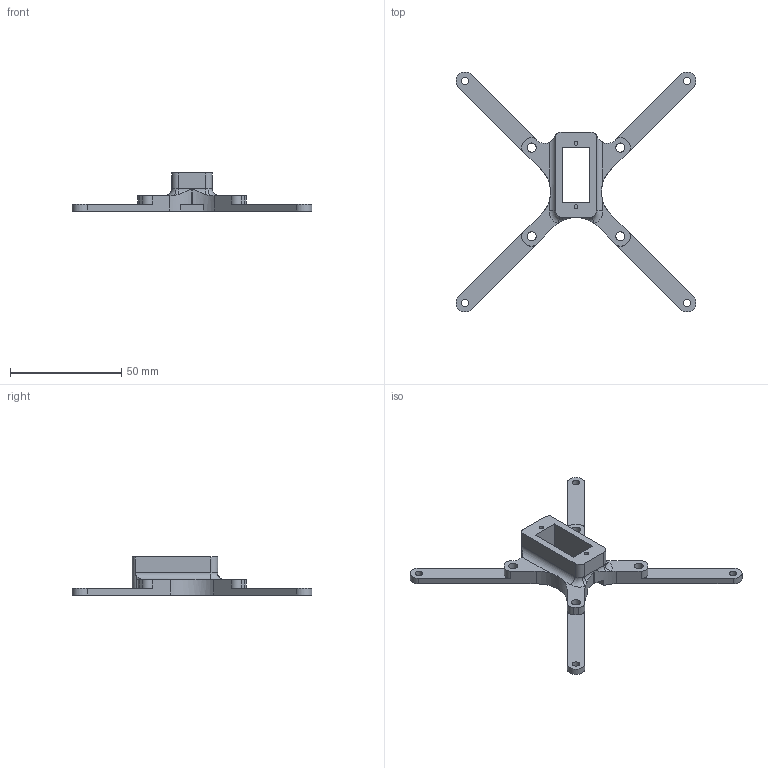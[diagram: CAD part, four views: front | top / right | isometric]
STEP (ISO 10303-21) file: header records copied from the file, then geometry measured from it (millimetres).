
FILE_DESCRIPTION(/* description */ (''),/* implementation_level */ '2;1');
FILE_NAME(/* name */ 'Camera Servo Holder.step',/* time_stamp */ '2025-04-26T00:10:36+02:00',/* author */ (''),/* organization */ (''),/* preprocessor_version */ 'ST-DEVELOPER v20.1',/* originating_system */ 'Autodesk Translation Framework v14.4.0.0',/* authorisation */ '');
FILE_SCHEMA (('AUTOMOTIVE_DESIGN { 1 0 10303 214 3 1 1 }'));
Length unit declared in the file: millimetre
Products named in the file (1): Servohalter
Bounding box: 107.97 x 107.97 x 17.2 mm (x, y, z)
Volume: 15484.4 mm3; surface area: 10235.1 mm2
Topology: 1 solids, 1 shells, 75 faces, 210 edges, 138 vertices
Faces by surface type: cylinder 36, plane 35, torus 4
Full cylindrical faces by diameter (mm): 1.8 x2, 3.4 x4, 4.1 x4
Entity records: 2565 total; most frequent: CARTESIAN_POINT 506, DIRECTION 430, ORIENTED_EDGE 420, EDGE_CURVE 210, AXIS2_PLACEMENT_3D 154, VERTEX_POINT 138, LINE 122, VECTOR 122
